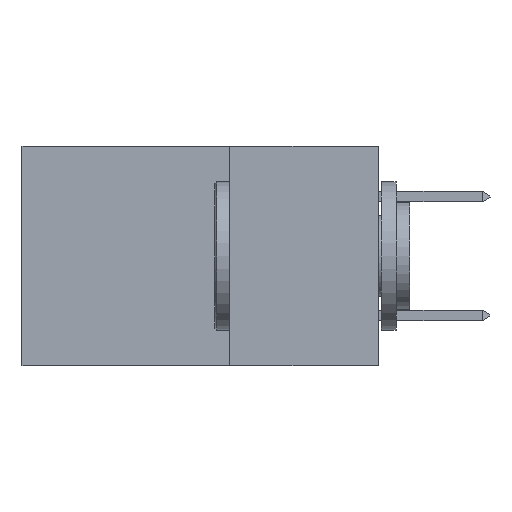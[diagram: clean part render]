
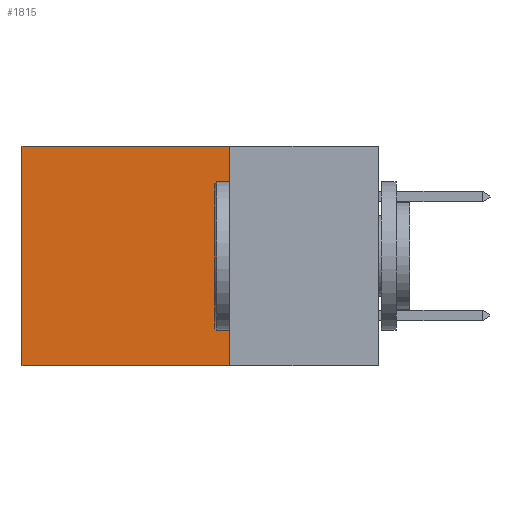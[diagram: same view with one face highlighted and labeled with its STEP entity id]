
A CAD part, left-side view. The second image highlights one B-rep face of the part: STEP entity #1815.
In plain terms, the highlighted planar face has unit normal (-1, 0, 0).
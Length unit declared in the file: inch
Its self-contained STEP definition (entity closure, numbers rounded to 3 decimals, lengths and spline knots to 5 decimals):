
#403 = VERTEX_POINT ( 'NONE', #7427 ) ;
#517 = LINE ( 'NONE', #23754, #5453 ) ;
#1462 = EDGE_CURVE ( 'NONE', #403, #21293, #517, .T. ) ;
#1815 = ADVANCED_FACE ( 'NONE', ( #13642 ), #8838, .F. ) ;
#1845 = LINE ( 'NONE', #27275, #2504 ) ;
#2504 = VECTOR ( 'NONE', #8384, 39.37008 ) ;
#3609 = VECTOR ( 'NONE', #4526, 39.37008 ) ;
#3719 = ORIENTED_EDGE ( 'NONE', *, *, #10154, .T. ) ;
#3894 = CARTESIAN_POINT ( 'NONE',  ( 0.2615, 0.6, -0.37 ) ) ;
#4526 = DIRECTION ( 'NONE',  ( 0., 1., 0. ) ) ;
#4684 = CARTESIAN_POINT ( 'NONE',  ( 0.2615, 0.25, -0.37 ) ) ;
#5453 = VECTOR ( 'NONE', #23201, 39.37008 ) ;
#7427 = CARTESIAN_POINT ( 'NONE',  ( 0.2615, 0.6, 0. ) ) ;
#8384 = DIRECTION ( 'NONE',  ( 0., 0., -1. ) ) ;
#8658 = DIRECTION ( 'NONE',  ( 0., 0., -1. ) ) ;
#8685 = DIRECTION ( 'NONE',  ( 1., 0., 0. ) ) ;
#8702 = CARTESIAN_POINT ( 'NONE',  ( 0.2615, 0.25, -0.37 ) ) ;
#8838 = PLANE ( 'NONE',  #15923 ) ;
#9140 = CARTESIAN_POINT ( 'NONE',  ( 0.2615, 0.25, -0.37 ) ) ;
#9410 = ORIENTED_EDGE ( 'NONE', *, *, #18831, .F. ) ;
#10150 = VECTOR ( 'NONE', #11043, 39.37008 ) ;
#10154 = EDGE_CURVE ( 'NONE', #13802, #403, #26977, .T. ) ;
#11043 = DIRECTION ( 'NONE',  ( 0., 1., 0. ) ) ;
#12011 = CARTESIAN_POINT ( 'NONE',  ( 0.2615, 0.25, 0. ) ) ;
#12096 = EDGE_CURVE ( 'NONE', #13802, #26257, #1845, .T. ) ;
#12940 = ORIENTED_EDGE ( 'NONE', *, *, #12096, .F. ) ;
#13456 = LINE ( 'NONE', #8702, #3609 ) ;
#13642 = FACE_OUTER_BOUND ( 'NONE', #24492, .T. ) ;
#13802 = VERTEX_POINT ( 'NONE', #12011 ) ;
#15923 = AXIS2_PLACEMENT_3D ( 'NONE', #9140, #8685, #8658 ) ;
#17612 = ORIENTED_EDGE ( 'NONE', *, *, #1462, .T. ) ;
#18831 = EDGE_CURVE ( 'NONE', #26257, #21293, #13456, .T. ) ;
#21293 = VERTEX_POINT ( 'NONE', #3894 ) ;
#21546 = CARTESIAN_POINT ( 'NONE',  ( 0.2615, 0.25, 0. ) ) ;
#23201 = DIRECTION ( 'NONE',  ( 0., 0., -1. ) ) ;
#23754 = CARTESIAN_POINT ( 'NONE',  ( 0.2615, 0.6, -0.37 ) ) ;
#24492 = EDGE_LOOP ( 'NONE', ( #17612, #9410, #12940, #3719 ) ) ;
#26257 = VERTEX_POINT ( 'NONE', #4684 ) ;
#26977 = LINE ( 'NONE', #21546, #10150 ) ;
#27275 = CARTESIAN_POINT ( 'NONE',  ( 0.2615, 0.25, -0.37 ) ) ;
